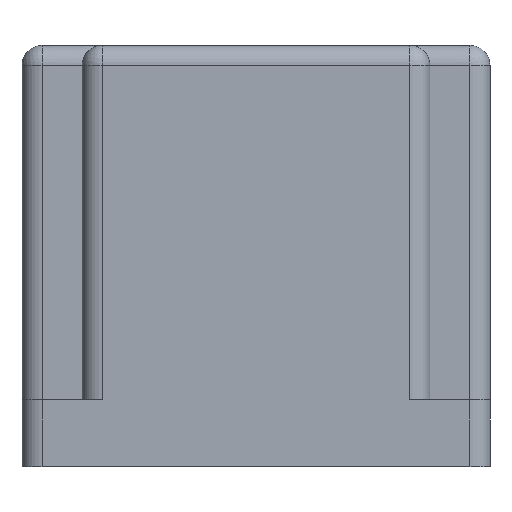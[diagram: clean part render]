
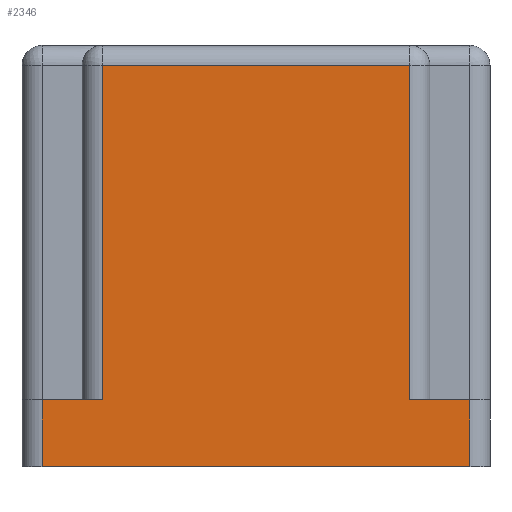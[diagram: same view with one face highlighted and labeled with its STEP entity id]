
A CAD part, left-side view. The second image highlights one B-rep face of the part: STEP entity #2346.
In plain terms, the highlighted planar face has unit normal (-1, 0, 0).
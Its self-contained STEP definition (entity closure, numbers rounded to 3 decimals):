
#110=FACE_OUTER_BOUND('',#248,.T.);
#248=EDGE_LOOP('',(#1613,#1614,#1615,#1616,#1617,#1618,#1619,#1620));
#409=LINE('',#3404,#677);
#416=LINE('',#3430,#684);
#424=LINE('',#3461,#692);
#425=LINE('',#3464,#693);
#427=LINE('',#3470,#695);
#428=LINE('',#3471,#696);
#429=LINE('',#3473,#697);
#430=LINE('',#3474,#698);
#677=VECTOR('',#2715,10.);
#684=VECTOR('',#2736,10.);
#692=VECTOR('',#2764,10.);
#693=VECTOR('',#2767,10.);
#695=VECTOR('',#2773,10.);
#696=VECTOR('',#2774,10.);
#697=VECTOR('',#2775,10.);
#698=VECTOR('',#2776,10.);
#1017=VERTEX_POINT('',#3400);
#1019=VERTEX_POINT('',#3403);
#1026=VERTEX_POINT('',#3418);
#1031=VERTEX_POINT('',#3428);
#1044=VERTEX_POINT('',#3459);
#1045=VERTEX_POINT('',#3463);
#1047=VERTEX_POINT('',#3469);
#1048=VERTEX_POINT('',#3472);
#1236=EDGE_CURVE('',#1019,#1017,#409,.T.);
#1249=EDGE_CURVE('',#1026,#1031,#416,.T.);
#1264=EDGE_CURVE('',#1017,#1044,#424,.T.);
#1265=EDGE_CURVE('',#1026,#1045,#425,.T.);
#1268=EDGE_CURVE('',#1019,#1047,#427,.T.);
#1269=EDGE_CURVE('',#1045,#1044,#428,.T.);
#1270=EDGE_CURVE('',#1031,#1048,#429,.T.);
#1271=EDGE_CURVE('',#1047,#1048,#430,.T.);
#1613=ORIENTED_EDGE('',*,*,#1268,.F.);
#1614=ORIENTED_EDGE('',*,*,#1236,.T.);
#1615=ORIENTED_EDGE('',*,*,#1264,.T.);
#1616=ORIENTED_EDGE('',*,*,#1269,.F.);
#1617=ORIENTED_EDGE('',*,*,#1265,.F.);
#1618=ORIENTED_EDGE('',*,*,#1249,.T.);
#1619=ORIENTED_EDGE('',*,*,#1270,.T.);
#1620=ORIENTED_EDGE('',*,*,#1271,.F.);
#2257=PLANE('',#2513);
#2346=ADVANCED_FACE('',(#110),#2257,.T.);
#2513=AXIS2_PLACEMENT_3D('',#3468,#2771,#2772);
#2715=DIRECTION('',(0.,1.,0.));
#2736=DIRECTION('',(0.,1.,0.));
#2764=DIRECTION('',(0.,0.,-1.));
#2767=DIRECTION('',(0.,0.,-1.));
#2771=DIRECTION('center_axis',(-1.,0.,0.));
#2772=DIRECTION('ref_axis',(0.,-1.,0.));
#2773=DIRECTION('',(0.,0.,1.));
#2774=DIRECTION('',(0.,1.,0.));
#2775=DIRECTION('',(0.,0.,1.));
#2776=DIRECTION('',(0.,-1.,0.));
#3400=CARTESIAN_POINT('',(0.,67.,-37.));
#3403=CARTESIAN_POINT('',(0.,58.,-37.));
#3404=CARTESIAN_POINT('',(0.,67.75,-37.));
#3418=CARTESIAN_POINT('',(0.,3.,-37.));
#3428=CARTESIAN_POINT('',(0.,12.,-37.));
#3430=CARTESIAN_POINT('',(0.,37.25,-37.));
#3459=CARTESIAN_POINT('',(0.,67.,-47.));
#3461=CARTESIAN_POINT('',(0.,67.,-42.));
#3463=CARTESIAN_POINT('',(0.,3.,-47.));
#3464=CARTESIAN_POINT('',(0.,3.,-42.));
#3468=CARTESIAN_POINT('Origin',(0.,70.,0.));
#3469=CARTESIAN_POINT('',(0.,58.,13.));
#3470=CARTESIAN_POINT('',(0.,58.,-32.));
#3471=CARTESIAN_POINT('',(0.,36.25,-47.));
#3472=CARTESIAN_POINT('',(0.,12.,13.));
#3473=CARTESIAN_POINT('',(0.,12.,-32.));
#3474=CARTESIAN_POINT('',(0.,52.5,13.));
